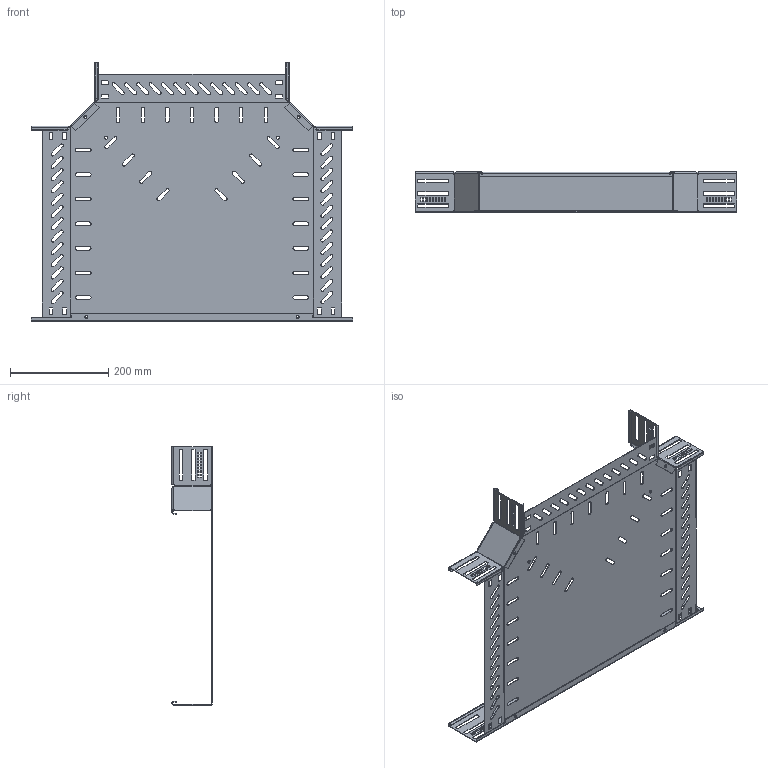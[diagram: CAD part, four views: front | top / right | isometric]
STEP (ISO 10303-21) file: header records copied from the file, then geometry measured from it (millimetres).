
FILE_DESCRIPTION (( 'STEP AP214' ), '1' );
FILE_NAME ('6038236.STEP', '2024-10-25T14:14:19', ( '' ), ( '' ), 'SwSTEP 2.0', 'SolidWorks 2024', '' );
FILE_SCHEMA (( 'AUTOMOTIVE_DESIGN' ));
Length unit declared in the file: millimetre
Products named in the file (4): 172072_400; 181473_400; 167655_85x90°; 6038236
Assembly tree (4 placements, depth 2):
  6038236
    172072_400
    167655_85x90°  x2
    181473_400
Bounding box: 654 x 82 x 524.99 mm (x, y, z)
Volume: 397195.8 mm3; surface area: 758162.5 mm2
Topology: 4 solids, 4 shells, 1040 faces, 2952 edges, 1920 vertices
Faces by surface type: plane 642, cylinder 382, bspline 16
Entity records: 28465 total; most frequent: CARTESIAN_POINT 5365, ORIENTED_EDGE 4832, DIRECTION 4658, EDGE_CURVE 2416, LINE 1696, VECTOR 1696, VERTEX_POINT 1584, AXIS2_PLACEMENT_3D 1481
